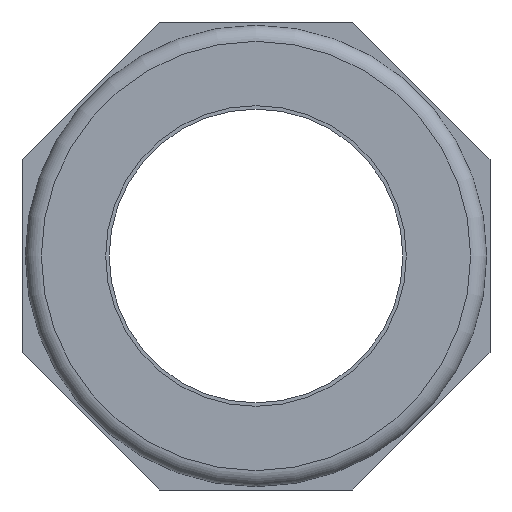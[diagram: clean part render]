
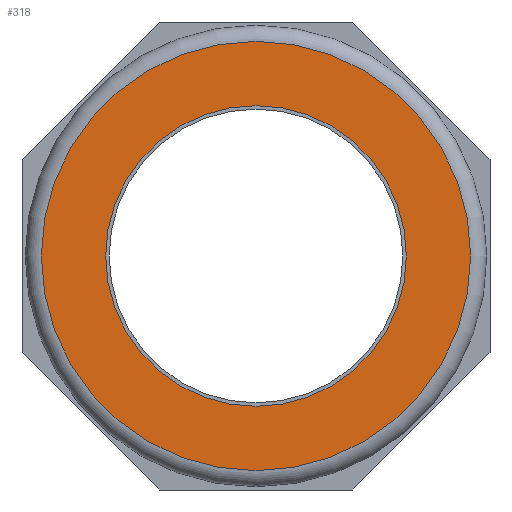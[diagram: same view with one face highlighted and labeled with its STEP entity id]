
A CAD part, front view. The second image highlights one B-rep face of the part: STEP entity #318.
In plain terms, the highlighted planar face has unit normal (0, -1, 0).
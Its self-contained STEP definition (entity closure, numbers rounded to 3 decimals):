
#72=PLANE('',#353);
#87=FACE_BOUND('',#139,.T.);
#108=FACE_OUTER_BOUND('',#138,.T.);
#138=EDGE_LOOP('',(#286));
#139=EDGE_LOOP('',(#287));
#146=CIRCLE('',#325,9.316);
#156=CIRCLE('',#340,13.3);
#158=VERTEX_POINT('',#451);
#168=VERTEX_POINT('',#476);
#186=EDGE_CURVE('',#158,#158,#146,.T.);
#196=EDGE_CURVE('',#168,#168,#156,.T.);
#286=ORIENTED_EDGE('',*,*,#196,.T.);
#287=ORIENTED_EDGE('',*,*,#186,.T.);
#318=ADVANCED_FACE('',(#108,#87),#72,.T.);
#325=AXIS2_PLACEMENT_3D('',#452,#361,#362);
#340=AXIS2_PLACEMENT_3D('',#477,#391,#392);
#353=AXIS2_PLACEMENT_3D('',#531,#441,#442);
#361=DIRECTION('center_axis',(0.,1.,0.));
#362=DIRECTION('ref_axis',(-1.,0.,0.));
#391=DIRECTION('center_axis',(0.,-1.,0.));
#392=DIRECTION('ref_axis',(1.,0.,0.));
#441=DIRECTION('center_axis',(0.,-1.,0.));
#442=DIRECTION('ref_axis',(0.,0.,-1.));
#451=CARTESIAN_POINT('',(9.315,-17.988,0.));
#452=CARTESIAN_POINT('Origin',(0.,-17.988,0.));
#476=CARTESIAN_POINT('',(13.3,-17.988,0.));
#477=CARTESIAN_POINT('Origin',(0.,-17.988,0.));
#531=CARTESIAN_POINT('Origin',(12.075,-17.988,0.));
